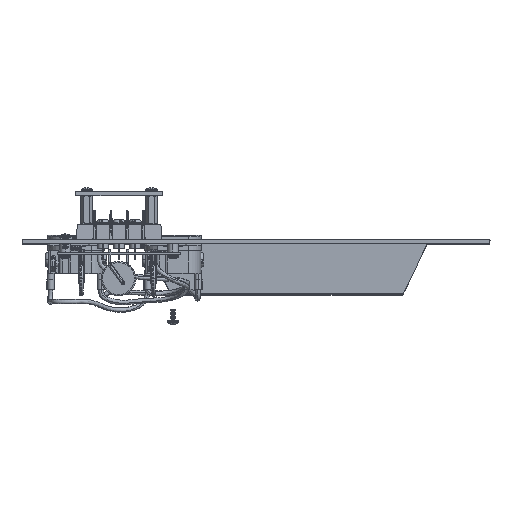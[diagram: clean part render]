
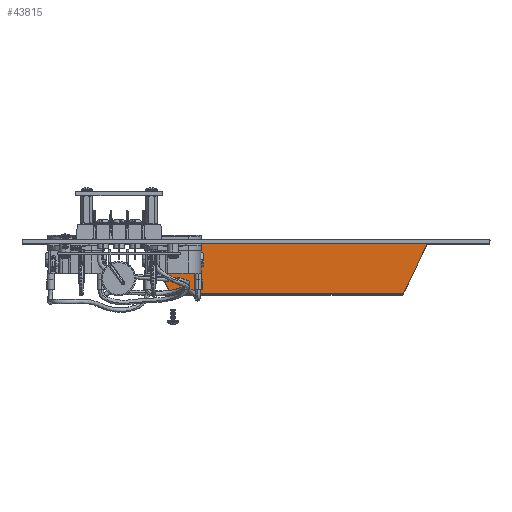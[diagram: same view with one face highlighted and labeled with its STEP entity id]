
A CAD part, top view. The second image highlights one B-rep face of the part: STEP entity #43815.
In plain terms, the highlighted planar face has unit normal (0, 0, 1).
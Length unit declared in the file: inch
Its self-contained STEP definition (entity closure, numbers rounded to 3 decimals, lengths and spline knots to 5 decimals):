
#1740 = CARTESIAN_POINT ( 'NONE',  ( 3.25, 0., 1.194 ) ) ;
#1925 = CARTESIAN_POINT ( 'NONE',  ( 2.70174, 1.155, 1.194 ) ) ;
#1934 = CARTESIAN_POINT ( 'NONE',  ( -2.70174, 1.155, 1.194 ) ) ;
#1955 = CARTESIAN_POINT ( 'NONE',  ( -3.25, 0., 1.194 ) ) ;
#8519 = CARTESIAN_POINT ( 'NONE',  ( 3.25, 0., 1.194 ) ) ;
#8521 = PLANE ( 'NONE',  #74104 ) ;
#8523 = DIRECTION ( 'NONE',  ( 0., 0., 1. ) ) ;
#8524 = DIRECTION ( 'NONE',  ( 1., 0., 0. ) ) ;
#17017 = ORIENTED_EDGE ( 'NONE', *, *, #25679, .T. ) ;
#17018 = ORIENTED_EDGE ( 'NONE', *, *, #25914, .T. ) ;
#17019 = ORIENTED_EDGE ( 'NONE', *, *, #25720, .T. ) ;
#17020 = ORIENTED_EDGE ( 'NONE', *, *, #25904, .T. ) ;
#25679 = EDGE_CURVE ( 'NONE', #80751, #80877, #39276, .T. ) ;
#25720 = EDGE_CURVE ( 'NONE', #80882, #80894, #39316, .T. ) ;
#25904 = EDGE_CURVE ( 'NONE', #80894, #80751, #39450, .T. ) ;
#25914 = EDGE_CURVE ( 'NONE', #80877, #80882, #39460, .T. ) ;
#39276 = LINE ( 'NONE', #61380, #39277 ) ;
#39277 = VECTOR ( 'NONE', #61385, 39.37008 ) ;
#39316 = LINE ( 'NONE', #61480, #39319 ) ;
#39319 = VECTOR ( 'NONE', #61483, 39.37008 ) ;
#39450 = LINE ( 'NONE', #63779, #39454 ) ;
#39454 = VECTOR ( 'NONE', #63785, 39.37008 ) ;
#39460 = LINE ( 'NONE', #63794, #39463 ) ;
#39463 = VECTOR ( 'NONE', #63795, 39.37008 ) ;
#43815 = ADVANCED_FACE ( 'NONE', ( #62518 ), #8521, .T. ) ;
#48094 = EDGE_LOOP ( 'NONE', ( #17017, #17018, #17019, #17020 ) ) ;
#61380 = CARTESIAN_POINT ( 'NONE',  ( 2.6875, 1.185, 1.194 ) ) ;
#61385 = DIRECTION ( 'NONE',  ( -0.429, 0.903, 0. ) ) ;
#61480 = CARTESIAN_POINT ( 'NONE',  ( -2.6875, 1.185, 1.194 ) ) ;
#61483 = DIRECTION ( 'NONE',  ( -0.429, -0.903, 0. ) ) ;
#62518 = FACE_OUTER_BOUND ( 'NONE', #48094, .T. ) ;
#63779 = CARTESIAN_POINT ( 'NONE',  ( -3.25, 0., 1.194 ) ) ;
#63785 = DIRECTION ( 'NONE',  ( 1., 0., 0. ) ) ;
#63794 = CARTESIAN_POINT ( 'NONE',  ( -2.6875, 1.155, 1.194 ) ) ;
#63795 = DIRECTION ( 'NONE',  ( -1., 0., 0. ) ) ;
#74104 = AXIS2_PLACEMENT_3D ( 'NONE', #8519, #8523, #8524 ) ;
#80751 = VERTEX_POINT ( 'NONE', #1740 ) ;
#80877 = VERTEX_POINT ( 'NONE', #1925 ) ;
#80882 = VERTEX_POINT ( 'NONE', #1934 ) ;
#80894 = VERTEX_POINT ( 'NONE', #1955 ) ;
